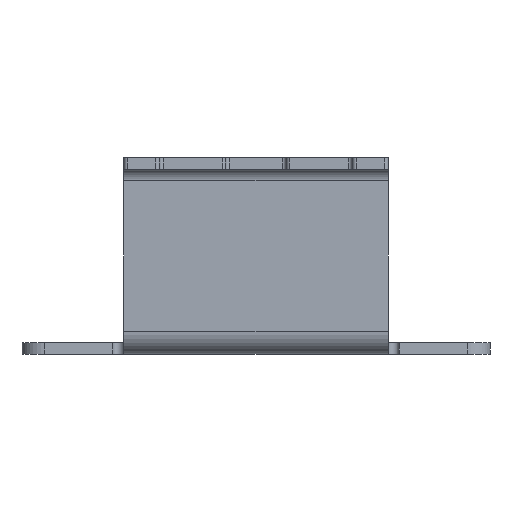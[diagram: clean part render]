
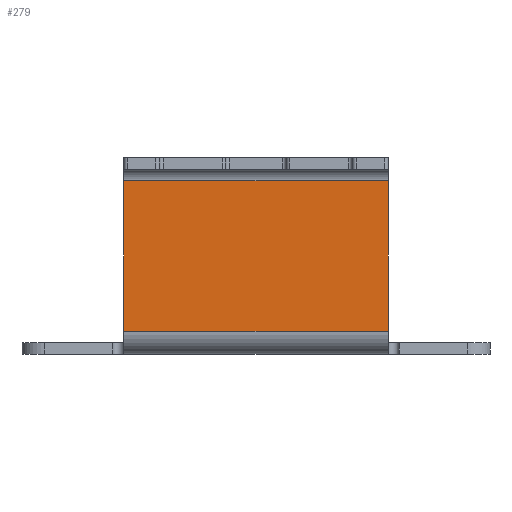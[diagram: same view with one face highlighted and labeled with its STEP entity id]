
A CAD part, front view. The second image highlights one B-rep face of the part: STEP entity #279.
In plain terms, the highlighted planar face has unit normal (0, -1, 0).
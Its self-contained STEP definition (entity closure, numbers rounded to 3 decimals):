
#279 = ADVANCED_FACE( '', ( #575 ), #576, .F. );
#575 = FACE_OUTER_BOUND( '', #900, .T. );
#576 = PLANE( '', #901 );
#900 = EDGE_LOOP( '', ( #1658, #1659, #1660, #1661 ) );
#901 = AXIS2_PLACEMENT_3D( '', #1662, #1663, #1664 );
#1658 = ORIENTED_EDGE( '', *, *, #1899, .T. );
#1659 = ORIENTED_EDGE( '', *, *, #2078, .F. );
#1660 = ORIENTED_EDGE( '', *, *, #1976, .T. );
#1661 = ORIENTED_EDGE( '', *, *, #2016, .T. );
#1662 = CARTESIAN_POINT( '', ( 36.5, 39., -6. ) );
#1663 = DIRECTION( '', ( 0., 1., 0. ) );
#1664 = DIRECTION( '', ( 0., 0., 1. ) );
#1899 = EDGE_CURVE( '', #2272, #2270, #2273, .T. );
#1976 = EDGE_CURVE( '', #2408, #2406, #2409, .T. );
#2016 = EDGE_CURVE( '', #2406, #2272, #2473, .T. );
#2078 = EDGE_CURVE( '', #2408, #2270, #2571, .T. );
#2270 = VERTEX_POINT( '', #2821 );
#2272 = VERTEX_POINT( '', #2823 );
#2273 = LINE( '', #2824, #2825 );
#2406 = VERTEX_POINT( '', #3002 );
#2408 = VERTEX_POINT( '', #3004 );
#2409 = LINE( '', #3005, #3006 );
#2473 = LINE( '', #3092, #3093 );
#2571 = LINE( '', #3217, #3218 );
#2821 = CARTESIAN_POINT( '', ( -35., 39., -46. ) );
#2823 = CARTESIAN_POINT( '', ( -35., 39., -6. ) );
#2824 = CARTESIAN_POINT( '', ( -35., 39., -52. ) );
#2825 = VECTOR( '', #3547, 1000. );
#3002 = CARTESIAN_POINT( '', ( 35., 39., -6. ) );
#3004 = CARTESIAN_POINT( '', ( 35., 39., -46. ) );
#3005 = CARTESIAN_POINT( '', ( 35., 39., -52. ) );
#3006 = VECTOR( '', #3643, 1000. );
#3092 = CARTESIAN_POINT( '', ( 36.5, 39., -6. ) );
#3093 = VECTOR( '', #3690, 1000. );
#3217 = CARTESIAN_POINT( '', ( 36.5, 39., -46. ) );
#3218 = VECTOR( '', #3777, 1000. );
#3547 = DIRECTION( '', ( 0., 0., -1. ) );
#3643 = DIRECTION( '', ( 0., 0., 1. ) );
#3690 = DIRECTION( '', ( -1., 0., 0. ) );
#3777 = DIRECTION( '', ( -1., 0., 0. ) );
